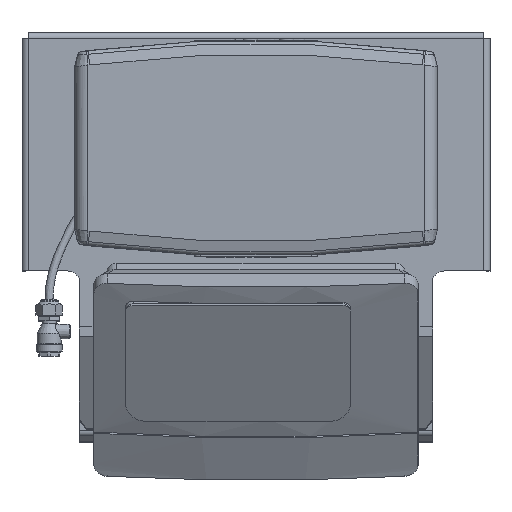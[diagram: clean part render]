
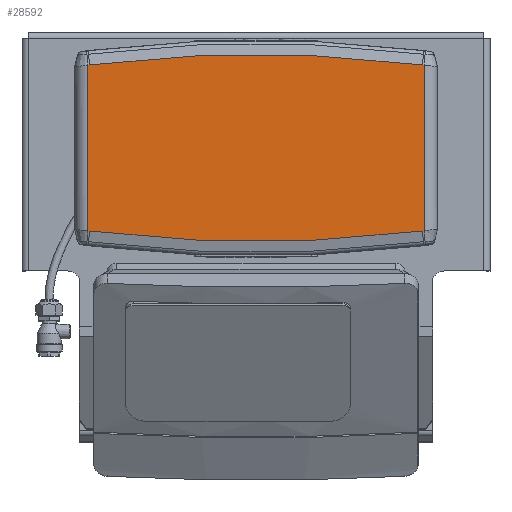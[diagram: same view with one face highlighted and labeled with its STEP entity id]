
A CAD part, top view. The second image highlights one B-rep face of the part: STEP entity #28592.
In plain terms, the highlighted planar face has unit normal (0, 0, 1).
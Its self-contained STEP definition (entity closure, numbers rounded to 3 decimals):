
#607=B_SPLINE_CURVE_WITH_KNOTS('',3,(#46066,#46067,#46068,#46069),
 .UNSPECIFIED.,.F.,.F.,(4,4),(-6.354,-6.167),
 .UNSPECIFIED.);
#608=B_SPLINE_CURVE_WITH_KNOTS('',3,(#46092,#46093,#46094,#46095),
 .UNSPECIFIED.,.F.,.F.,(4,4),(-2.305,-2.117),
 .UNSPECIFIED.);
#611=B_SPLINE_CURVE_WITH_KNOTS('',3,(#46303,#46304,#46305,#46306),
 .UNSPECIFIED.,.F.,.F.,(4,4),(-6.354,-6.167),
 .UNSPECIFIED.);
#613=B_SPLINE_CURVE_WITH_KNOTS('',3,(#46441,#46442,#46443,#46444),
 .UNSPECIFIED.,.F.,.F.,(4,4),(-2.305,-2.117),
 .UNSPECIFIED.);
#969=CIRCLE('',#30664,1379.962);
#970=CIRCLE('',#30667,1379.962);
#2726=FACE_OUTER_BOUND('',#4442,.T.);
#4442=EDGE_LOOP('',(#20755,#20756,#20757,#20758,#20759,#20760,#20761,#20762));
#6609=LINE('',#46480,#9473);
#6610=LINE('',#46482,#9474);
#9473=VECTOR('',#34642,10.);
#9474=VECTOR('',#34645,10.);
#12453=VERTEX_POINT('',#46036);
#12454=VERTEX_POINT('',#46064);
#12455=VERTEX_POINT('',#46071);
#12456=VERTEX_POINT('',#46090);
#12457=VERTEX_POINT('',#46269);
#12458=VERTEX_POINT('',#46282);
#12459=VERTEX_POINT('',#46284);
#12460=VERTEX_POINT('',#46347);
#15620=EDGE_CURVE('',#12454,#12453,#607,.T.);
#15622=EDGE_CURVE('',#12455,#12454,#969,.T.);
#15624=EDGE_CURVE('',#12456,#12455,#608,.T.);
#15631=EDGE_CURVE('',#12458,#12459,#970,.T.);
#15633=EDGE_CURVE('',#12459,#12457,#611,.T.);
#15637=EDGE_CURVE('',#12460,#12458,#613,.T.);
#15639=EDGE_CURVE('',#12453,#12460,#6609,.T.);
#15640=EDGE_CURVE('',#12457,#12456,#6610,.T.);
#20755=ORIENTED_EDGE('',*,*,#15620,.F.);
#20756=ORIENTED_EDGE('',*,*,#15622,.F.);
#20757=ORIENTED_EDGE('',*,*,#15624,.F.);
#20758=ORIENTED_EDGE('',*,*,#15640,.F.);
#20759=ORIENTED_EDGE('',*,*,#15633,.F.);
#20760=ORIENTED_EDGE('',*,*,#15631,.F.);
#20761=ORIENTED_EDGE('',*,*,#15637,.F.);
#20762=ORIENTED_EDGE('',*,*,#15639,.F.);
#27291=PLANE('',#30671);
#28592=ADVANCED_FACE('',(#2726),#27291,.T.);
#30664=AXIS2_PLACEMENT_3D('',#46073,#34619,#34620);
#30667=AXIS2_PLACEMENT_3D('',#46285,#34630,#34631);
#30671=AXIS2_PLACEMENT_3D('',#46481,#34643,#34644);
#34619=DIRECTION('center_axis',(0.,0.,-1.));
#34620=DIRECTION('ref_axis',(0.136,0.991,0.));
#34630=DIRECTION('center_axis',(0.,0.,-1.));
#34631=DIRECTION('ref_axis',(-0.136,-0.991,0.));
#34642=DIRECTION('',(0.,-1.,0.));
#34643=DIRECTION('center_axis',(0.,0.,1.));
#34644=DIRECTION('ref_axis',(1.,0.,0.));
#34645=DIRECTION('',(0.,1.,0.));
#46036=CARTESIAN_POINT('',(176.002,160.731,350.));
#46064=CARTESIAN_POINT('',(174.109,160.973,350.));
#46066=CARTESIAN_POINT('Ctrl Pts',(174.109,160.973,350.));
#46067=CARTESIAN_POINT('Ctrl Pts',(174.723,160.894,350.));
#46068=CARTESIAN_POINT('Ctrl Pts',(175.352,160.814,350.));
#46069=CARTESIAN_POINT('Ctrl Pts',(176.002,160.731,350.));
#46071=CARTESIAN_POINT('',(-174.106,160.973,350.));
#46073=CARTESIAN_POINT('Origin',(0.002,-1207.962,
350.));
#46090=CARTESIAN_POINT('',(-175.998,160.731,350.));
#46092=CARTESIAN_POINT('Ctrl Pts',(-175.998,160.731,350.));
#46093=CARTESIAN_POINT('Ctrl Pts',(-175.349,160.814,350.));
#46094=CARTESIAN_POINT('Ctrl Pts',(-174.72,160.894,350.));
#46095=CARTESIAN_POINT('Ctrl Pts',(-174.106,160.973,350.));
#46269=CARTESIAN_POINT('',(-175.998,-12.731,350.));
#46282=CARTESIAN_POINT('',(174.109,-12.973,350.));
#46284=CARTESIAN_POINT('',(-174.106,-12.973,350.));
#46285=CARTESIAN_POINT('Origin',(0.002,1355.962,350.));
#46303=CARTESIAN_POINT('Ctrl Pts',(-174.106,-12.973,
350.));
#46304=CARTESIAN_POINT('Ctrl Pts',(-174.72,-12.894,
350.));
#46305=CARTESIAN_POINT('Ctrl Pts',(-175.349,-12.814,
350.));
#46306=CARTESIAN_POINT('Ctrl Pts',(-175.998,-12.731,
350.));
#46347=CARTESIAN_POINT('',(176.002,-12.731,350.));
#46441=CARTESIAN_POINT('Ctrl Pts',(176.002,-12.731,350.));
#46442=CARTESIAN_POINT('Ctrl Pts',(175.352,-12.814,350.));
#46443=CARTESIAN_POINT('Ctrl Pts',(174.723,-12.894,350.));
#46444=CARTESIAN_POINT('Ctrl Pts',(174.109,-12.973,350.));
#46480=CARTESIAN_POINT('',(176.002,24.,350.));
#46481=CARTESIAN_POINT('Origin',(91.591,74.,350.));
#46482=CARTESIAN_POINT('',(-175.998,124.,350.));
